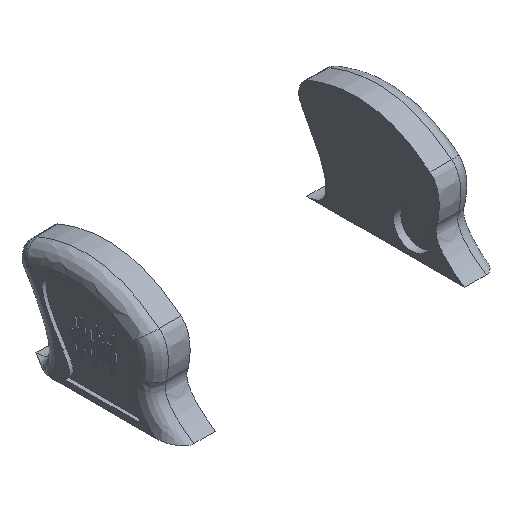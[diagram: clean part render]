
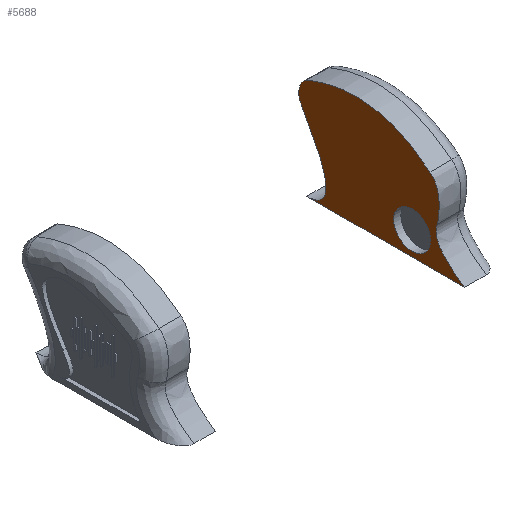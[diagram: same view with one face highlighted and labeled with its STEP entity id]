
A CAD part, isometric view. The second image highlights one B-rep face of the part: STEP entity #5688.
In plain terms, the highlighted planar face has unit normal (-1, 0, 0).
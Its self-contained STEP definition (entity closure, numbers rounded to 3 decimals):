
#4801 = VERTEX_POINT('',#4802);
#4802 = CARTESIAN_POINT('',(34.5,35.081,20.487));
#4925 = VERTEX_POINT('',#4926);
#4926 = CARTESIAN_POINT('',(34.5,-8.646,20.487));
#4932 = EDGE_CURVE('',#4925,#4801,#4933,.T.);
#4933 = LINE('',#4934,#4935);
#4934 = CARTESIAN_POINT('',(34.5,23.701,20.487));
#4935 = VECTOR('',#4936,1.);
#4936 = DIRECTION('',(0.,1.,0.));
#5667 = VERTEX_POINT('',#5668);
#5668 = CARTESIAN_POINT('',(34.5,36.614,41.852));
#5676 = EDGE_CURVE('',#5667,#4801,#5677,.T.);
#5677 = B_SPLINE_CURVE_WITH_KNOTS('',2,(#5678,#5679,#5680),
  .UNSPECIFIED.,.F.,.F.,(3,3),(0.,1.),.PIECEWISE_BEZIER_KNOTS.);
#5678 = CARTESIAN_POINT('',(34.5,36.614,41.852));
#5679 = CARTESIAN_POINT('',(34.5,23.701,20.541));
#5680 = CARTESIAN_POINT('',(34.5,35.081,20.487));
#5688 = ADVANCED_FACE('',(#5689,#5733),#5744,.F.);
#5689 = FACE_BOUND('',#5690,.F.);
#5690 = EDGE_LOOP('',(#5691,#5701,#5710,#5716,#5717,#5718,#5727));
#5691 = ORIENTED_EDGE('',*,*,#5692,.F.);
#5692 = EDGE_CURVE('',#5693,#5695,#5697,.T.);
#5693 = VERTEX_POINT('',#5694);
#5694 = CARTESIAN_POINT('',(34.5,0.934,43.378));
#5695 = VERTEX_POINT('',#5696);
#5696 = CARTESIAN_POINT('',(34.5,35.081,48.354));
#5697 = B_SPLINE_CURVE_WITH_KNOTS('',2,(#5698,#5699,#5700),
  .UNSPECIFIED.,.F.,.F.,(3,3),(0.,1.),.PIECEWISE_BEZIER_KNOTS.);
#5698 = CARTESIAN_POINT('',(34.5,0.934,43.378));
#5699 = CARTESIAN_POINT('',(34.5,16.587,56.106));
#5700 = CARTESIAN_POINT('',(34.5,35.081,48.354));
#5701 = ORIENTED_EDGE('',*,*,#5702,.T.);
#5702 = EDGE_CURVE('',#5693,#5703,#5705,.T.);
#5703 = VERTEX_POINT('',#5704);
#5704 = CARTESIAN_POINT('',(34.5,-1.07,31.843));
#5705 = B_SPLINE_CURVE_WITH_KNOTS('',3,(#5706,#5707,#5708,#5709),
  .UNSPECIFIED.,.F.,.F.,(4,4),(0.,1.),.PIECEWISE_BEZIER_KNOTS.);
#5706 = CARTESIAN_POINT('',(34.5,0.934,43.378));
#5707 = CARTESIAN_POINT('',(34.5,-2.546,40.637));
#5708 = CARTESIAN_POINT('',(34.5,-1.626,34.024));
#5709 = CARTESIAN_POINT('',(34.5,-1.07,31.843));
#5710 = ORIENTED_EDGE('',*,*,#5711,.T.);
#5711 = EDGE_CURVE('',#5703,#4925,#5712,.T.);
#5712 = B_SPLINE_CURVE_WITH_KNOTS('',2,(#5713,#5714,#5715),
  .UNSPECIFIED.,.F.,.F.,(3,3),(0.,1.),.PIECEWISE_BEZIER_KNOTS.);
#5713 = CARTESIAN_POINT('',(34.5,-1.07,31.843));
#5714 = CARTESIAN_POINT('',(34.5,0.934,26.96));
#5715 = CARTESIAN_POINT('',(34.5,-8.646,20.487));
#5716 = ORIENTED_EDGE('',*,*,#4932,.T.);
#5717 = ORIENTED_EDGE('',*,*,#5676,.F.);
#5718 = ORIENTED_EDGE('',*,*,#5719,.T.);
#5719 = EDGE_CURVE('',#5667,#5720,#5722,.T.);
#5720 = VERTEX_POINT('',#5721);
#5721 = CARTESIAN_POINT('',(34.5,35.304,48.196));
#5722 = CIRCLE('',#5723,4.759);
#5723 = AXIS2_PLACEMENT_3D('',#5724,#5725,#5726);
#5724 = CARTESIAN_POINT('',(34.5,32.544,44.319));
#5725 = DIRECTION('',(1.,0.,0.));
#5726 = DIRECTION('',(0.,1.,0.));
#5727 = ORIENTED_EDGE('',*,*,#5728,.F.);
#5728 = EDGE_CURVE('',#5695,#5720,#5729,.T.);
#5729 = LINE('',#5730,#5731);
#5730 = CARTESIAN_POINT('',(34.5,35.081,48.354));
#5731 = VECTOR('',#5732,1.);
#5732 = DIRECTION('',(0.,0.815,-0.58));
#5733 = FACE_BOUND('',#5734,.F.);
#5734 = EDGE_LOOP('',(#5735));
#5735 = ORIENTED_EDGE('',*,*,#5736,.T.);
#5736 = EDGE_CURVE('',#5737,#5737,#5739,.T.);
#5737 = VERTEX_POINT('',#5738);
#5738 = CARTESIAN_POINT('',(34.5,0.791,26.964));
#5739 = CIRCLE('',#5740,5.1);
#5740 = AXIS2_PLACEMENT_3D('',#5741,#5742,#5743);
#5741 = CARTESIAN_POINT('',(34.5,5.891,26.964));
#5742 = DIRECTION('',(-1.,0.,0.));
#5743 = DIRECTION('',(0.,-1.,0.));
#5744 = PLANE('',#5745);
#5745 = AXIS2_PLACEMENT_3D('',#5746,#5747,#5748);
#5746 = CARTESIAN_POINT('',(34.5,16.137,32.939));
#5747 = DIRECTION('',(1.,0.,0.));
#5748 = DIRECTION('',(0.,0.,1.));
